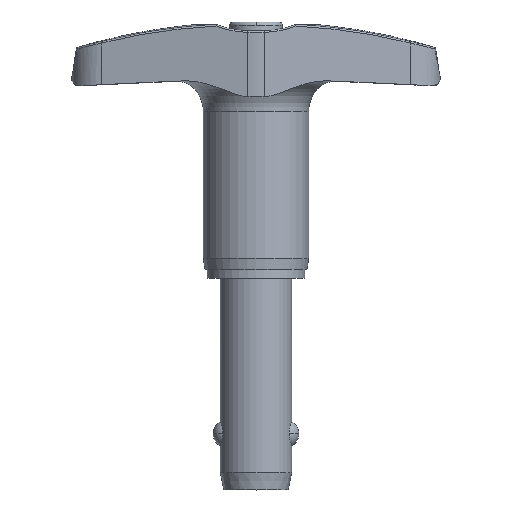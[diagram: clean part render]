
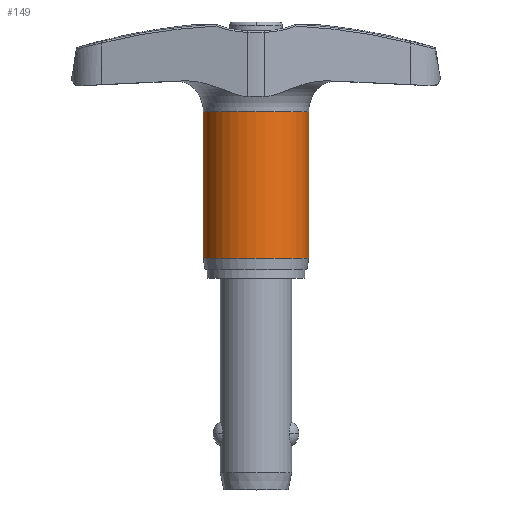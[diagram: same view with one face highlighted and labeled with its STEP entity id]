
A CAD part, top view. The second image highlights one B-rep face of the part: STEP entity #149.
In plain terms, the highlighted cylindrical face has radius 7.35 mm (diameter 14.7 mm), a partial arc.
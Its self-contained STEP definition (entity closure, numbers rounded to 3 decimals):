
#149=ADVANCED_FACE('',(#385),#386,.T.);
#385=FACE_OUTER_BOUND('',#707,.T.);
#386=CYLINDRICAL_SURFACE('',#708,7.35);
#707=EDGE_LOOP('',(#1146,#1147,#1148,#1149));
#708=AXIS2_PLACEMENT_3D('',#1150,#1151,#1152);
#1146=ORIENTED_EDGE('',*,*,#2075,.F.);
#1147=ORIENTED_EDGE('',*,*,#2076,.F.);
#1148=ORIENTED_EDGE('',*,*,#2077,.F.);
#1149=ORIENTED_EDGE('',*,*,#2078,.T.);
#1150=CARTESIAN_POINT('',(0.0,0.0,0.0));
#1151=DIRECTION('',(-0.0,-1.0,0.));
#1152=DIRECTION('',(-1.0,0.0,0.0));
#2075=EDGE_CURVE('',#2491,#2492,#2493,.T.);
#2076=EDGE_CURVE('',#2494,#2491,#2495,.T.);
#2077=EDGE_CURVE('',#2496,#2494,#2497,.T.);
#2078=EDGE_CURVE('',#2496,#2492,#2498,.T.);
#2491=VERTEX_POINT('',#3091);
#2492=VERTEX_POINT('',#3092);
#2493=LINE('',#3093,#3094);
#2494=VERTEX_POINT('',#3095);
#2495=CIRCLE('',#3096,7.35);
#2496=VERTEX_POINT('',#3097);
#2497=LINE('',#3098,#3099);
#2498=CIRCLE('',#3100,7.35);
#3091=CARTESIAN_POINT('',(-7.35,2.8,0.));
#3092=CARTESIAN_POINT('',(-7.35,23.27,0.));
#3093=CARTESIAN_POINT('',(-7.35,13.035,0.));
#3094=VECTOR('',#4708,1.0);
#3095=CARTESIAN_POINT('',(7.35,2.8,0.));
#3096=AXIS2_PLACEMENT_3D('',#4709,#4710,#4711);
#3097=CARTESIAN_POINT('',(7.35,23.27,0.));
#3098=CARTESIAN_POINT('',(7.35,13.035,0.));
#3099=VECTOR('',#4712,1.0);
#3100=AXIS2_PLACEMENT_3D('',#4713,#4714,#4715);
#4708=DIRECTION('',(-0.0,1.0,0.));
#4709=CARTESIAN_POINT('',(0.0,2.8,0.));
#4710=DIRECTION('',(-0.0,-1.0,0.));
#4711=DIRECTION('',(-1.0,0.0,0.0));
#4712=DIRECTION('',(-0.0,-1.0,0.));
#4713=CARTESIAN_POINT('',(0.0,23.27,0.));
#4714=DIRECTION('',(0.0,-1.0,0.));
#4715=DIRECTION('',(1.0,0.0,0.0));
